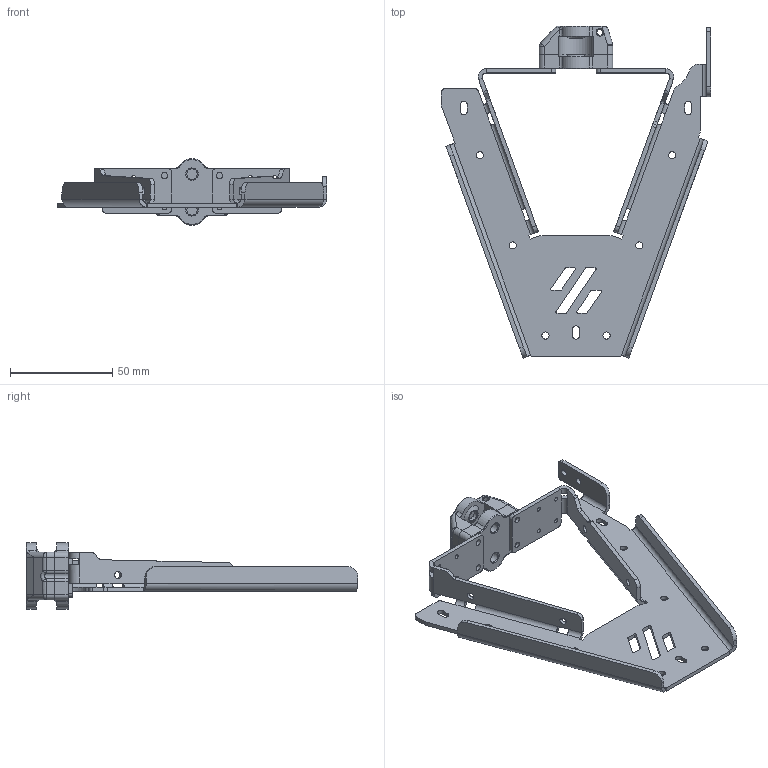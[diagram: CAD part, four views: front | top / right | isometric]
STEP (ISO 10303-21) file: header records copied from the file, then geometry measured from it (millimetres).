
FILE_DESCRIPTION(('FreeCAD Model'),'2;1');
FILE_NAME('Open CASCADE Shape Model','2022-04-30T14:38:51',(''),(''), 'Open CASCADE STEP processor 7.6','FreeCAD','Unknown');
FILE_SCHEMA(('AUTOMOTIVE_DESIGN { 1 0 10303 214 1 1 1 1 }'));
Length unit declared in the file: millimetre
Products named in the file (4): pulley; kirigami; Slice.0; Slice.1
Assembly tree (3 placements, depth 2):
  pulley
    kirigami
    Slice.0
    Slice.1
Bounding box: 132 x 162.65 x 32.6 mm (x, y, z)
Volume: 39985.4 mm3; surface area: 37673.7 mm2
Topology: 3 solids, 3 shells, 406 faces, 1008 edges, 612 vertices
Faces by surface type: plane 210, cylinder 152, cone 28, bspline 12, sphere 4
Full cylindrical faces by diameter (mm): 2.1 x8, 2.875 x1, 3.1 x14, 3.5 x10, 4.5 x4, 5.2 x4
Entity records: 27415 total; most frequent: CARTESIAN_POINT 6906, DIRECTION 3899, LINE 2298, VECTOR 2298, ORIENTED_EDGE 2008, PCURVE 2008, DEFINITIONAL_REPRESENTATION 2008, EDGE_CURVE 1004
